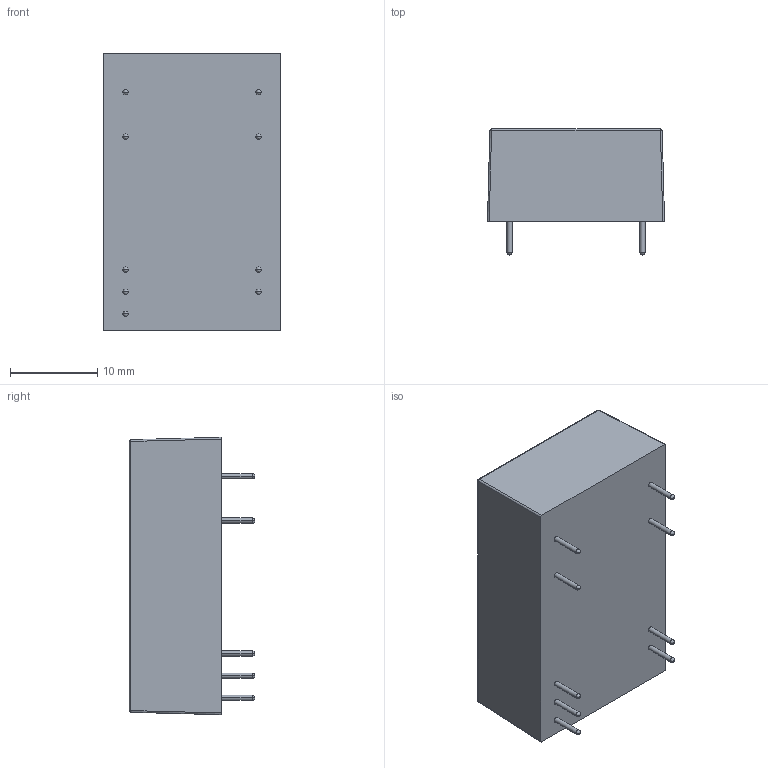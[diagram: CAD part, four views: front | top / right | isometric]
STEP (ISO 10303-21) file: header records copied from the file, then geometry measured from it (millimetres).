
FILE_DESCRIPTION (( 'STEP AP214' ), '1' );
FILE_NAME ('TEN 10-11010WIRH.STEP', '2022-03-24T23:23:32', ( '' ), ( '' ), 'SwSTEP 2.0', 'SolidWorks 2017', '' );
FILE_SCHEMA (( 'AUTOMOTIVE_DESIGN' ));
Length unit declared in the file: millimetre
Products named in the file (1): TEN 10-11010WIRH
Bounding box: 20.3 x 14.4 x 31.8 mm (x, y, z)
Volume: 6698.8 mm3; surface area: 2410.7 mm2
Topology: 10 solids, 10 shells, 63 faces, 140 edges, 61 vertices
Faces by surface type: cylinder 26, bspline 22, plane 15
Entity records: 1817 total; most frequent: CARTESIAN_POINT 571, DIRECTION 246, ORIENTED_EDGE 208, EDGE_CURVE 104, AXIS2_PLACEMENT_3D 104, ADVANCED_FACE 63, EDGE_LOOP 63, FACE_OUTER_BOUND 63
